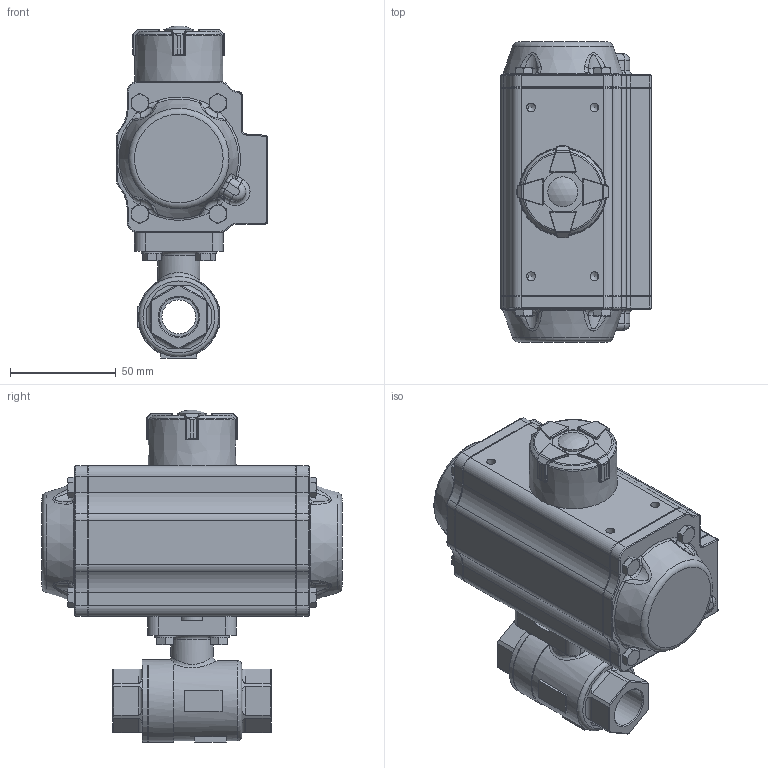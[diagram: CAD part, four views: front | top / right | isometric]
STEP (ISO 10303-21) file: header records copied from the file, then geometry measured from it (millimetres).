
FILE_DESCRIPTION(/* description */ ('Unknown','CAx-IF Rec.Pracs.---Representation and Presentation of Product Manufacturing Information (PMI)---4.0---2014-10-13','CAx-IF Rec.Pracs.---3D Tessellated Geometry---0.4---2014-09-14','2;1'),/* implementation_level */ '2;1');
FILE_NAME(/* name */ 'FR01 9768-04',/* time_stamp */ '2023-11-23T09:57:38+01:00',/* author */ ('Unknown'),/* organization */ ('Unknown'),/* preprocessor_version */ 'ST-DEVELOPER v18.102',/* originating_system */ 'Solid Edge',/* authorisation */ 'Unknown');
FILE_SCHEMA (('AP242_MANAGED_MODEL_BASED_3D_ENGINEERING_MIM_LF { 1 0 10303 442 1 1 4 }'));
Length unit declared in the file: millimetre
Products named in the file (10): DW20_FR15-8.550.015; 8.550.015; DIN125-5_3.1.3; DW02_FR01_(DW20_FR15); KP-50; cup head square neck bolts grade b gb_GB_FASTENER_BOLT_CHSNBSHB M6X25
-N; ________(___________; _____________; ______; DIN558 M5x16
Assembly tree (17 placements, depth 3):
  DW20_FR15-8.550.015
    8.550.015
    DIN125-5_3.1.3  x4
    DW02_FR01_(DW20_FR15)
      KP-50
      cup head square neck bolts grade b gb_GB_FASTENER_BOLT_CHSNBSHB M6X25
-N
      ________(___________  x2
      _____________  x2
      ______
    DIN558 M5x16  x4
Bounding box: 71.5 x 142.2 x 157.32 mm (x, y, z)
Volume: 649841.1 mm3; surface area: 82403.1 mm2
Topology: 16 solids, 16 shells, 1139 faces, 2743 edges, 1654 vertices
Faces by surface type: plane 415, cylinder 328, cone 154, bspline 133, torus 99, sphere 10
Full cylindrical faces by diameter (mm): 2.1 x2, 3 x16, 3.3 x8, 4.2 x12, 5 x9, 5.3 x4, 6 x1, 6.2 x1, 8.8 x2, 10 x4, 11.5 x1, 11.7 x1, 13.9 x1, 14.2 x1, 15.9 x1, 16 x1, 18.631 x2, 20 x2, 23 x1, 23.5 x1, 38 x2, 38.5 x1, 39 x2
Entity records: 33289 total; most frequent: CARTESIAN_POINT 11150, DIRECTION 4332, ORIENTED_EDGE 4254, EDGE_CURVE 2127, AXIS2_PLACEMENT_3D 1684, VERTEX_POINT 1361, FACE_BOUND 1138, EDGE_LOOP 1120
